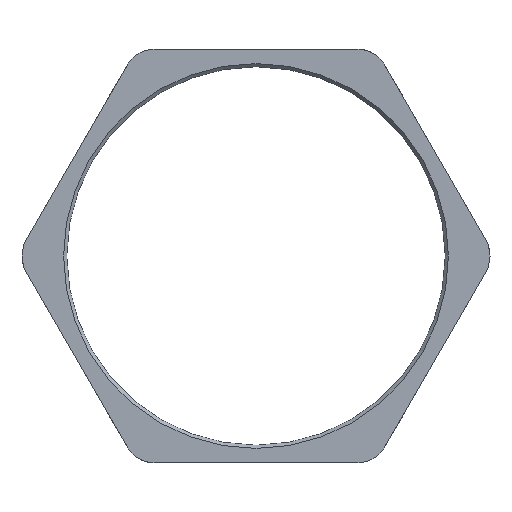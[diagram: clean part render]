
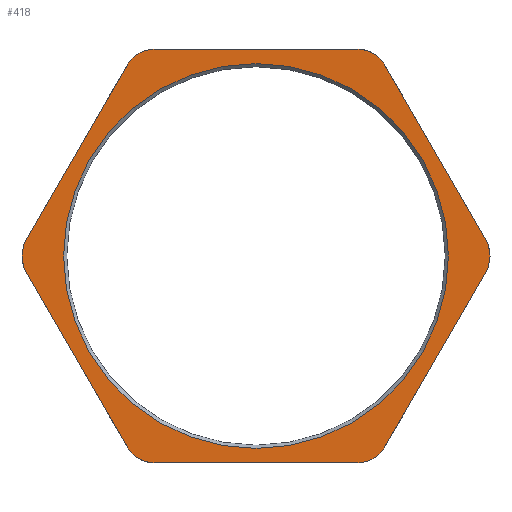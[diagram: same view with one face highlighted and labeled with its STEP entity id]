
A CAD part, front view. The second image highlights one B-rep face of the part: STEP entity #418.
In plain terms, the highlighted planar face has unit normal (0, -1, 0).
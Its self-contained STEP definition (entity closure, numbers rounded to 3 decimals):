
#15=FACE_BOUND('',#88,.T.);
#22=PLANE('',#479);
#64=FACE_OUTER_BOUND('',#87,.T.);
#87=EDGE_LOOP('',(#356,#357,#358,#359,#360,#361,#362,#363,#364,#365,#366,
#367));
#88=EDGE_LOOP('',(#368));
#101=LINE('',#622,#128);
#108=LINE('',#661,#135);
#112=LINE('',#696,#139);
#116=LINE('',#727,#143);
#120=LINE('',#758,#147);
#123=LINE('',#786,#150);
#128=VECTOR('',#498,10.);
#135=VECTOR('',#511,10.);
#139=VECTOR('',#525,10.);
#143=VECTOR('',#539,10.);
#147=VECTOR('',#553,10.);
#150=VECTOR('',#580,10.);
#153=CIRCLE('',#446,5.);
#155=CIRCLE('',#451,5.);
#157=CIRCLE('',#456,5.);
#159=CIRCLE('',#461,5.);
#161=CIRCLE('',#466,5.);
#163=CIRCLE('',#471,5.);
#165=CIRCLE('',#475,29.75);
#169=VERTEX_POINT('',#593);
#170=VERTEX_POINT('',#594);
#175=VERTEX_POINT('',#621);
#178=VERTEX_POINT('',#631);
#179=VERTEX_POINT('',#632);
#185=VERTEX_POINT('',#659);
#187=VERTEX_POINT('',#669);
#192=VERTEX_POINT('',#694);
#193=VERTEX_POINT('',#700);
#198=VERTEX_POINT('',#725);
#199=VERTEX_POINT('',#731);
#204=VERTEX_POINT('',#756);
#205=VERTEX_POINT('',#776);
#209=EDGE_CURVE('',#169,#170,#153,.T.);
#216=EDGE_CURVE('',#175,#170,#101,.T.);
#220=EDGE_CURVE('',#178,#179,#155,.T.);
#228=EDGE_CURVE('',#178,#185,#108,.T.);
#231=EDGE_CURVE('',#187,#185,#157,.T.);
#238=EDGE_CURVE('',#187,#192,#112,.T.);
#240=EDGE_CURVE('',#193,#192,#159,.T.);
#247=EDGE_CURVE('',#193,#198,#116,.T.);
#249=EDGE_CURVE('',#199,#198,#161,.T.);
#256=EDGE_CURVE('',#199,#204,#120,.T.);
#258=EDGE_CURVE('',#175,#204,#163,.T.);
#261=EDGE_CURVE('',#205,#205,#165,.T.);
#266=EDGE_CURVE('',#169,#179,#123,.T.);
#356=ORIENTED_EDGE('',*,*,#209,.F.);
#357=ORIENTED_EDGE('',*,*,#266,.T.);
#358=ORIENTED_EDGE('',*,*,#220,.F.);
#359=ORIENTED_EDGE('',*,*,#228,.T.);
#360=ORIENTED_EDGE('',*,*,#231,.F.);
#361=ORIENTED_EDGE('',*,*,#238,.T.);
#362=ORIENTED_EDGE('',*,*,#240,.F.);
#363=ORIENTED_EDGE('',*,*,#247,.T.);
#364=ORIENTED_EDGE('',*,*,#249,.F.);
#365=ORIENTED_EDGE('',*,*,#256,.T.);
#366=ORIENTED_EDGE('',*,*,#258,.F.);
#367=ORIENTED_EDGE('',*,*,#216,.T.);
#368=ORIENTED_EDGE('',*,*,#261,.F.);
#418=ADVANCED_FACE('',(#64,#15),#22,.T.);
#446=AXIS2_PLACEMENT_3D('',#595,#488,#489);
#451=AXIS2_PLACEMENT_3D('',#633,#503,#504);
#456=AXIS2_PLACEMENT_3D('',#670,#518,#519);
#461=AXIS2_PLACEMENT_3D('',#701,#532,#533);
#466=AXIS2_PLACEMENT_3D('',#732,#546,#547);
#471=AXIS2_PLACEMENT_3D('',#762,#560,#561);
#475=AXIS2_PLACEMENT_3D('',#777,#568,#569);
#479=AXIS2_PLACEMENT_3D('',#785,#578,#579);
#488=DIRECTION('center_axis',(0.,1.,0.));
#489=DIRECTION('ref_axis',(-1.,0.,0.));
#498=DIRECTION('',(-0.5,0.,-0.866));
#503=DIRECTION('center_axis',(0.,1.,0.));
#504=DIRECTION('ref_axis',(-0.5,0.,-0.866));
#511=DIRECTION('',(1.,0.,0.));
#518=DIRECTION('center_axis',(0.,1.,0.));
#519=DIRECTION('ref_axis',(0.5,0.,-0.866));
#525=DIRECTION('',(0.5,0.,0.866));
#532=DIRECTION('center_axis',(0.,1.,0.));
#533=DIRECTION('ref_axis',(1.,0.,0.));
#539=DIRECTION('',(-0.5,0.,0.866));
#546=DIRECTION('center_axis',(0.,1.,0.));
#547=DIRECTION('ref_axis',(0.5,0.,0.866));
#553=DIRECTION('',(-1.,0.,0.));
#560=DIRECTION('center_axis',(0.,1.,0.));
#561=DIRECTION('ref_axis',(-0.5,0.,0.866));
#568=DIRECTION('center_axis',(0.,-1.,0.));
#569=DIRECTION('ref_axis',(1.,0.,0.));
#578=DIRECTION('center_axis',(0.,-1.,0.));
#579=DIRECTION('ref_axis',(0.,0.,-1.));
#580=DIRECTION('',(0.5,0.,-0.866));
#593=CARTESIAN_POINT('',(-35.507,-6.5,-2.5));
#594=CARTESIAN_POINT('',(-35.507,-6.5,2.5));
#595=CARTESIAN_POINT('Origin',(-31.177,-6.5,0.));
#621=CARTESIAN_POINT('',(-19.919,-6.5,29.5));
#622=CARTESIAN_POINT('',(-18.475,-6.5,32.));
#631=CARTESIAN_POINT('',(-15.588,-6.5,-32.));
#632=CARTESIAN_POINT('',(-19.919,-6.5,-29.5));
#633=CARTESIAN_POINT('Origin',(-15.588,-6.5,-27.));
#659=CARTESIAN_POINT('',(15.588,-6.5,-32.));
#661=CARTESIAN_POINT('',(-18.475,-6.5,-32.));
#669=CARTESIAN_POINT('',(19.919,-6.5,-29.5));
#670=CARTESIAN_POINT('Origin',(15.588,-6.5,-27.));
#694=CARTESIAN_POINT('',(35.507,-6.5,-2.5));
#696=CARTESIAN_POINT('',(18.475,-6.5,-32.));
#700=CARTESIAN_POINT('',(35.507,-6.5,2.5));
#701=CARTESIAN_POINT('Origin',(31.177,-6.5,0.));
#725=CARTESIAN_POINT('',(19.919,-6.5,29.5));
#727=CARTESIAN_POINT('',(36.95,-6.5,0.));
#731=CARTESIAN_POINT('',(15.588,-6.5,32.));
#732=CARTESIAN_POINT('Origin',(15.588,-6.5,27.));
#756=CARTESIAN_POINT('',(-15.588,-6.5,32.));
#758=CARTESIAN_POINT('',(18.475,-6.5,32.));
#762=CARTESIAN_POINT('Origin',(-15.588,-6.5,27.));
#776=CARTESIAN_POINT('',(-29.75,-6.5,0.));
#777=CARTESIAN_POINT('Origin',(0.,-6.5,0.));
#785=CARTESIAN_POINT('Origin',(0.,-6.5,0.));
#786=CARTESIAN_POINT('',(-36.95,-6.5,0.));
